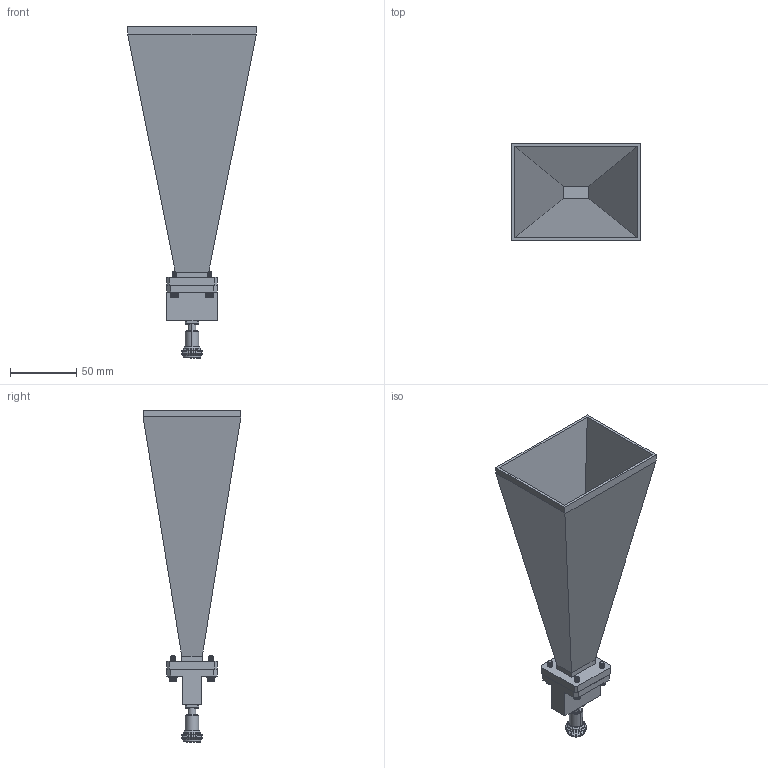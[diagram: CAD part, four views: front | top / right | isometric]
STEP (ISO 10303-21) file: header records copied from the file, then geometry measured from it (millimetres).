
FILE_DESCRIPTION (( 'STEP AP214' ), '1' );
FILE_NAME ('PEWAN075-20ELNF_3D.STEP', '2022-05-09T20:25:06', ( '' ), ( '' ), 'SwSTEP 2.0', 'SolidWorks 2021', '' );
FILE_SCHEMA (( 'AUTOMOTIVE_DESIGN' ));
Length unit declared in the file: inch
Products named in the file (10): PE9867; Copy of PE9867_Body^PE9867; PEWAN075-20ELNF_3D; Copy of N-Panel^Copy of PE9867_endlaunch NF_PE9867; PEWAN075-20; 6-LW; Copy of PE9867_endlaunch NF^PE9867; 6-32SH-HXx.625_92196A150; Copy of connector_N^Copy of PE9867_endlaunch NF_PE9867; Copy of con screw^Copy of PE9867_endlaunch NF_PE9867
Assembly tree (18 placements, depth 4):
  PEWAN075-20ELNF_3D
    6-32SH-HXx.625_92196A150  x4
    6-LW  x4
    PE9867
      Copy of PE9867_Body^PE9867
      Copy of PE9867_endlaunch NF^PE9867
        Copy of con screw^Copy of PE9867_endlaunch NF_PE9867  x4
        Copy of connector_N^Copy of PE9867_endlaunch NF_PE9867
        Copy of N-Panel^Copy of PE9867_endlaunch NF_PE9867
    PEWAN075-20
Bounding box: 97.27 x 73.19 x 249.69 mm (x, y, z)
Volume: 147846.4 mm3; surface area: 92103.4 mm2
Topology: 16 solids, 16 shells, 1415 faces, 3518 edges, 2155 vertices
Faces by surface type: plane 661, cylinder 418, cone 320, bspline 8, torus 8
Entity records: 17130 total; most frequent: CARTESIAN_POINT 5539, ORIENTED_EDGE 2310, DIRECTION 1952, EDGE_CURVE 1155, AXIS2_PLACEMENT_3D 726, VERTEX_POINT 718, EDGE_LOOP 505, VECTOR 500
